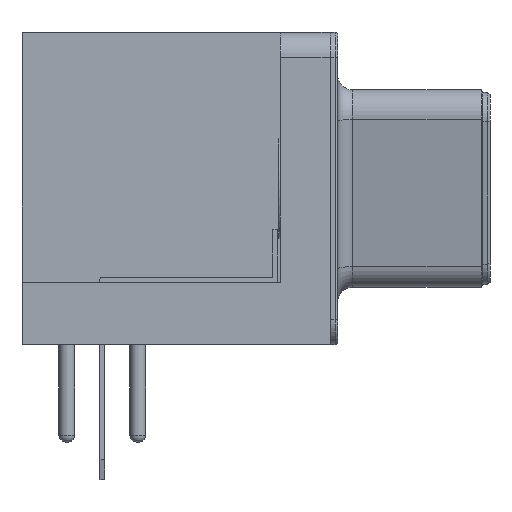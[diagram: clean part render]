
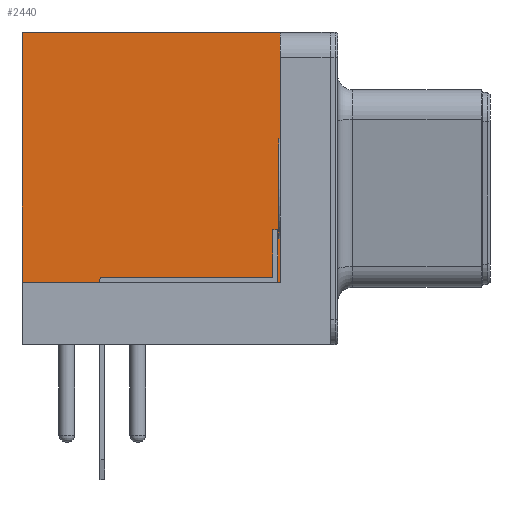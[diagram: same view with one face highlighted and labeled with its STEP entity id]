
A CAD part, left-side view. The second image highlights one B-rep face of the part: STEP entity #2440.
In plain terms, the highlighted planar face has unit normal (-1, 0, 0).
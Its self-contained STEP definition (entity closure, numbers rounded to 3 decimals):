
#1789 = VERTEX_POINT('',#1790);
#1790 = CARTESIAN_POINT('',(-15.44,1.8,12.5));
#1796 = EDGE_CURVE('',#1797,#1789,#1799,.T.);
#1797 = VERTEX_POINT('',#1798);
#1798 = CARTESIAN_POINT('',(-15.44,-8.54,12.5));
#1799 = LINE('',#1800,#1801);
#1800 = CARTESIAN_POINT('',(-15.44,-9.54,12.5));
#1801 = VECTOR('',#1802,1.);
#1802 = DIRECTION('',(0.,1.,0.));
#2386 = VERTEX_POINT('',#2387);
#2387 = CARTESIAN_POINT('',(-15.44,-8.54,2.5));
#2393 = EDGE_CURVE('',#2386,#1797,#2394,.T.);
#2394 = LINE('',#2395,#2396);
#2395 = CARTESIAN_POINT('',(-15.44,-8.54,2.5));
#2396 = VECTOR('',#2397,1.);
#2397 = DIRECTION('',(0.,0.,1.));
#2440 = ADVANCED_FACE('',(#2441),#2459,.F.);
#2441 = FACE_BOUND('',#2442,.F.);
#2442 = EDGE_LOOP('',(#2443,#2444,#2452,#2458));
#2443 = ORIENTED_EDGE('',*,*,#2393,.F.);
#2444 = ORIENTED_EDGE('',*,*,#2445,.T.);
#2445 = EDGE_CURVE('',#2386,#2446,#2448,.T.);
#2446 = VERTEX_POINT('',#2447);
#2447 = CARTESIAN_POINT('',(-15.44,1.8,2.5));
#2448 = LINE('',#2449,#2450);
#2449 = CARTESIAN_POINT('',(-15.44,-8.54,2.5));
#2450 = VECTOR('',#2451,1.);
#2451 = DIRECTION('',(0.,1.,0.));
#2452 = ORIENTED_EDGE('',*,*,#2453,.T.);
#2453 = EDGE_CURVE('',#2446,#1789,#2454,.T.);
#2454 = LINE('',#2455,#2456);
#2455 = CARTESIAN_POINT('',(-15.44,1.8,4.375));
#2456 = VECTOR('',#2457,1.);
#2457 = DIRECTION('',(0.,0.,1.));
#2458 = ORIENTED_EDGE('',*,*,#1796,.F.);
#2459 = PLANE('',#2460);
#2460 = AXIS2_PLACEMENT_3D('',#2461,#2462,#2463);
#2461 = CARTESIAN_POINT('',(-15.44,-8.54,2.5));
#2462 = DIRECTION('',(1.,0.,0.));
#2463 = DIRECTION('',(0.,0.,1.));
